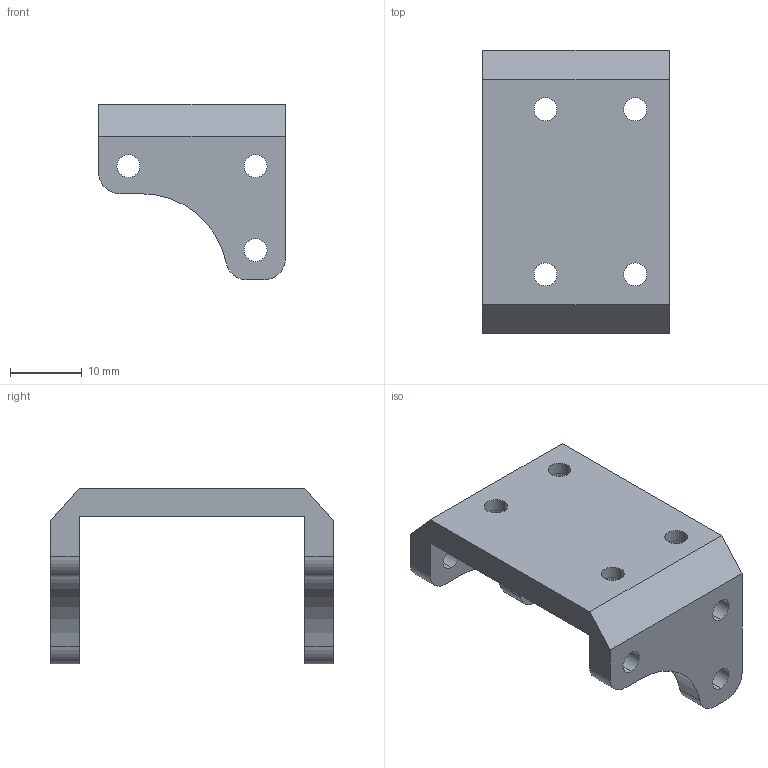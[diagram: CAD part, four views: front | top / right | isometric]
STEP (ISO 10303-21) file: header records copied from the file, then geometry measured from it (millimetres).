
FILE_DESCRIPTION (( 'STEP AP214' ), '1' );
FILE_NAME ('Jaw_plate_fin_ray.STEP', '2024-12-22T11:42:11', ( '' ), ( '' ), 'SwSTEP 2.0', 'SolidWorks 2020', '' );
FILE_SCHEMA (( 'AUTOMOTIVE_DESIGN' ));
Length unit declared in the file: millimetre
Products named in the file (1): Jaw_plate_fin_ray
Bounding box: 26 x 39.4 x 24.5 mm (x, y, z)
Volume: 5867.1 mm3; surface area: 4356.3 mm2
Topology: 1 solids, 1 shells, 54 faces, 144 edges, 96 vertices
Faces by surface type: cylinder 36, plane 18
Entity records: 1794 total; most frequent: DIRECTION 326, CARTESIAN_POINT 295, ORIENTED_EDGE 288, EDGE_CURVE 144, AXIS2_PLACEMENT_3D 127, VERTEX_POINT 96, EDGE_LOOP 78, LINE 72
